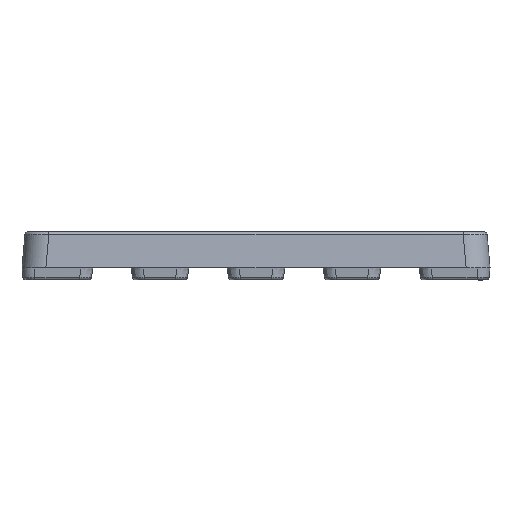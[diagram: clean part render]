
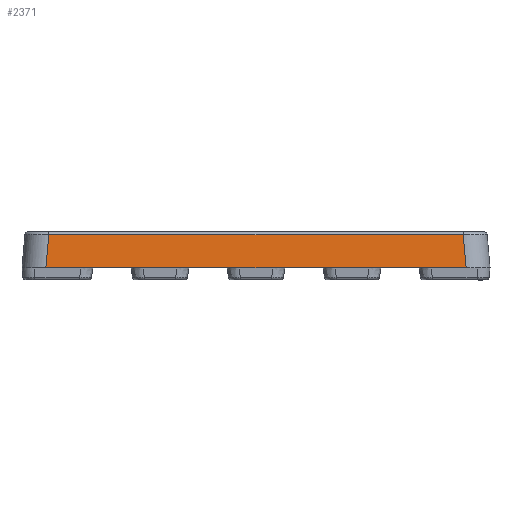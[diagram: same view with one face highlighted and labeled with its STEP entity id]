
A CAD part, front view. The second image highlights one B-rep face of the part: STEP entity #2371.
In plain terms, the highlighted planar face has unit normal (0, -0.996, 0.087).
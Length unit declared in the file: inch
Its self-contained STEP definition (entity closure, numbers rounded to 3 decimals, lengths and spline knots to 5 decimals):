
#10 = VERTEX_POINT ( 'NONE', #4051 ) ;
#133 = CARTESIAN_POINT ( 'NONE',  ( -0.67973, -1.36841, 0.10913 ) ) ;
#142 = VECTOR ( 'NONE', #153, 39.37008 ) ;
#153 = DIRECTION ( 'NONE',  ( -0.087, -0.087, -0.992 ) ) ;
#251 = EDGE_CURVE ( 'NONE', #533, #4083, #5344, .T. ) ;
#256 = VECTOR ( 'NONE', #5185, 39.37008 ) ;
#300 = CARTESIAN_POINT ( 'NONE',  ( -0.38386, -1.36841, 0.10913 ) ) ;
#462 = VERTEX_POINT ( 'NONE', #1508 ) ;
#533 = VERTEX_POINT ( 'NONE', #4803 ) ;
#923 = DIRECTION ( 'NONE',  ( 0., -0.087, -0.996 ) ) ;
#940 = PLANE ( 'NONE',  #3361 ) ;
#960 = ORIENTED_EDGE ( 'NONE', *, *, #5864, .T. ) ;
#1161 = CARTESIAN_POINT ( 'NONE',  ( 0., -1.37795, 0. ) ) ;
#1253 = EDGE_LOOP ( 'NONE', ( #960, #1745, #3161, #2093 ) ) ;
#1414 = VECTOR ( 'NONE', #3384, 39.37008 ) ;
#1508 = CARTESIAN_POINT ( 'NONE',  ( 0.68928, -1.37795, 0. ) ) ;
#1745 = ORIENTED_EDGE ( 'NONE', *, *, #5403, .F. ) ;
#1843 = VECTOR ( 'NONE', #3999, 39.37008 ) ;
#1991 = CARTESIAN_POINT ( 'NONE',  ( 0.68408, -1.37276, 0.05939 ) ) ;
#2093 = ORIENTED_EDGE ( 'NONE', *, *, #251, .T. ) ;
#2346 = LINE ( 'NONE', #300, #1843 ) ;
#2371 = ADVANCED_FACE ( 'NONE', ( #5621 ), #940, .T. ) ;
#3161 = ORIENTED_EDGE ( 'NONE', *, *, #3879, .F. ) ;
#3162 = DIRECTION ( 'NONE',  ( 0., -0.996, 0.087 ) ) ;
#3361 = AXIS2_PLACEMENT_3D ( 'NONE', #4557, #3162, #923 ) ;
#3384 = DIRECTION ( 'NONE',  ( 1., 0., 0. ) ) ;
#3773 = CARTESIAN_POINT ( 'NONE',  ( -0.68928, -1.37795, 0. ) ) ;
#3879 = EDGE_CURVE ( 'NONE', #533, #10, #2346, .T. ) ;
#3898 = LINE ( 'NONE', #1991, #256 ) ;
#3999 = DIRECTION ( 'NONE',  ( 1., 0., 0. ) ) ;
#4051 = CARTESIAN_POINT ( 'NONE',  ( 0.67973, -1.36841, 0.10913 ) ) ;
#4083 = VERTEX_POINT ( 'NONE', #3773 ) ;
#4557 = CARTESIAN_POINT ( 'NONE',  ( -0.76772, -1.37795, 0. ) ) ;
#4803 = CARTESIAN_POINT ( 'NONE',  ( -0.67973, -1.36841, 0.10913 ) ) ;
#5185 = DIRECTION ( 'NONE',  ( 0.087, -0.087, -0.992 ) ) ;
#5344 = LINE ( 'NONE', #133, #142 ) ;
#5384 = LINE ( 'NONE', #1161, #1414 ) ;
#5403 = EDGE_CURVE ( 'NONE', #10, #462, #3898, .T. ) ;
#5621 = FACE_OUTER_BOUND ( 'NONE', #1253, .T. ) ;
#5864 = EDGE_CURVE ( 'NONE', #4083, #462, #5384, .T. ) ;
